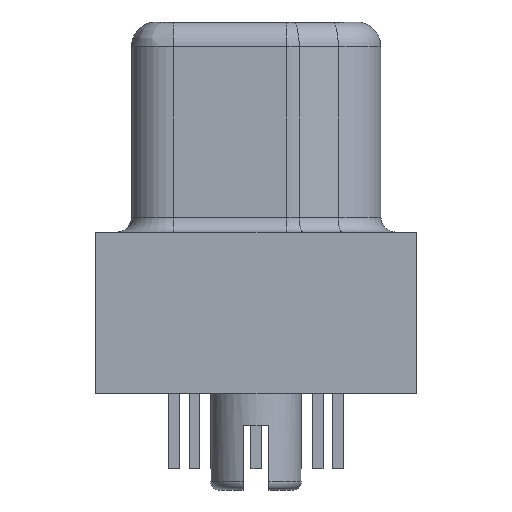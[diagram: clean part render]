
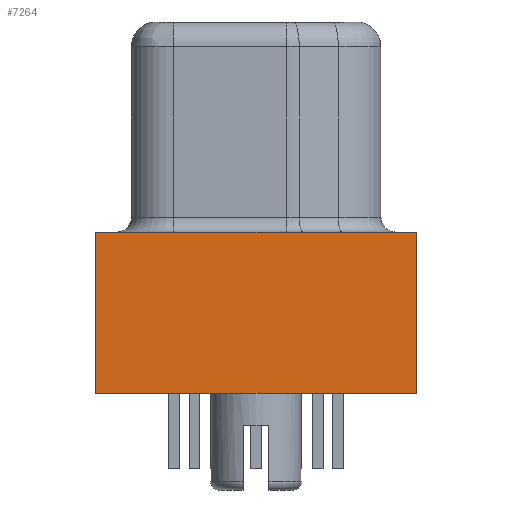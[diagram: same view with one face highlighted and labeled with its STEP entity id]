
A CAD part, left-side view. The second image highlights one B-rep face of the part: STEP entity #7264.
In plain terms, the highlighted planar face has unit normal (-1, 0, 0).
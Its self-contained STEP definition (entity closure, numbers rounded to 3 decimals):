
#304=FACE_OUTER_BOUND('',#745,.T.);
#745=EDGE_LOOP('',(#4801,#4802,#4803,#4804));
#1251=LINE('',#10336,#2161);
#1252=LINE('',#10338,#2162);
#1253=LINE('',#10340,#2163);
#1254=LINE('',#10341,#2164);
#2161=VECTOR('',#8294,10.);
#2162=VECTOR('',#8295,10.);
#2163=VECTOR('',#8296,10.);
#2164=VECTOR('',#8297,10.);
#3071=VERTEX_POINT('',#10334);
#3072=VERTEX_POINT('',#10335);
#3073=VERTEX_POINT('',#10337);
#3074=VERTEX_POINT('',#10339);
#3749=EDGE_CURVE('',#3071,#3072,#1251,.T.);
#3750=EDGE_CURVE('',#3072,#3073,#1252,.T.);
#3751=EDGE_CURVE('',#3073,#3074,#1253,.T.);
#3752=EDGE_CURVE('',#3074,#3071,#1254,.T.);
#4801=ORIENTED_EDGE('',*,*,#3749,.T.);
#4802=ORIENTED_EDGE('',*,*,#3750,.T.);
#4803=ORIENTED_EDGE('',*,*,#3751,.T.);
#4804=ORIENTED_EDGE('',*,*,#3752,.T.);
#6905=PLANE('',#7725);
#7264=ADVANCED_FACE('',(#304),#6905,.T.);
#7725=AXIS2_PLACEMENT_3D('',#10333,#8292,#8293);
#8292=DIRECTION('center_axis',(-1.,0.,0.));
#8293=DIRECTION('ref_axis',(0.,0.,1.));
#8294=DIRECTION('',(0.,1.,0.));
#8295=DIRECTION('',(0.,0.,-1.));
#8296=DIRECTION('',(0.,-1.,0.));
#8297=DIRECTION('',(0.,0.,1.));
#10333=CARTESIAN_POINT('Origin',(-18.765,0.,-1.98));
#10334=CARTESIAN_POINT('',(-18.765,-4.955,0.51));
#10335=CARTESIAN_POINT('',(-18.765,4.955,0.51));
#10336=CARTESIAN_POINT('',(-18.765,-4.955,0.51));
#10337=CARTESIAN_POINT('',(-18.765,4.955,-4.47));
#10338=CARTESIAN_POINT('',(-18.765,4.955,0.51));
#10339=CARTESIAN_POINT('',(-18.765,-4.955,-4.47));
#10340=CARTESIAN_POINT('',(-18.765,4.955,-4.47));
#10341=CARTESIAN_POINT('',(-18.765,-4.955,-4.47));
